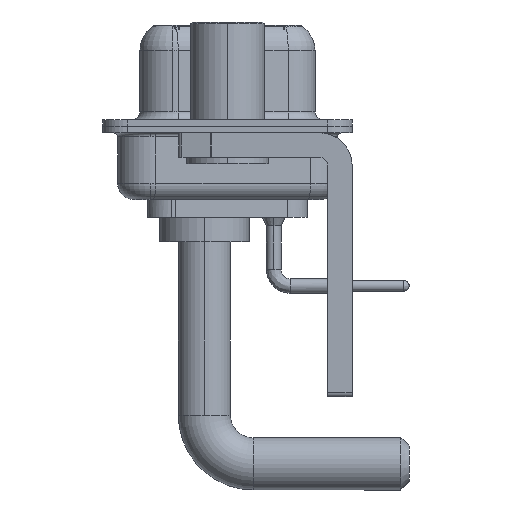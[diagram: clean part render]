
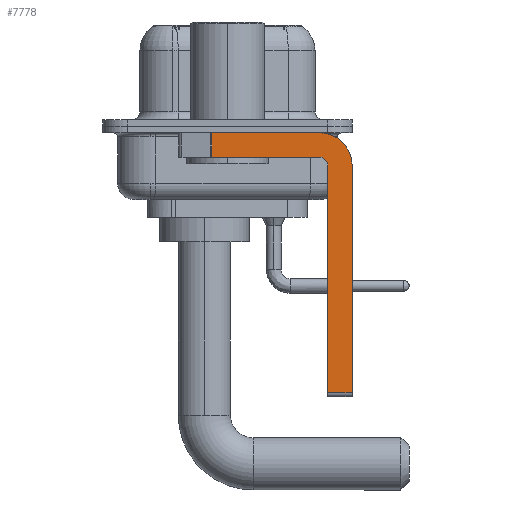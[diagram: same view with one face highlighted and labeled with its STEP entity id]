
A CAD part, left-side view. The second image highlights one B-rep face of the part: STEP entity #7778.
In plain terms, the highlighted planar face has unit normal (-1, 0, 0).
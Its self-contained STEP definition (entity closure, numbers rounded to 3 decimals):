
#94 = DIRECTION ( 'NONE',  ( 1., 0., 0. ) ) ;
#272 = DIRECTION ( 'NONE',  ( 0., 0., -1. ) ) ;
#739 = VERTEX_POINT ( 'NONE', #13727 ) ;
#860 = ORIENTED_EDGE ( 'NONE', *, *, #6869, .F. ) ;
#979 = ORIENTED_EDGE ( 'NONE', *, *, #6577, .T. ) ;
#1100 = DIRECTION ( 'NONE',  ( 0., 0., 1. ) ) ;
#1391 = CARTESIAN_POINT ( 'NONE',  ( -2.9, -6.15, -2.4 ) ) ;
#2203 = VERTEX_POINT ( 'NONE', #21602 ) ;
#2540 = AXIS2_PLACEMENT_3D ( 'NONE', #16925, #94, #7770 ) ;
#2738 = DIRECTION ( 'NONE',  ( 0., 1., 0. ) ) ;
#3166 = DIRECTION ( 'NONE',  ( 0., 0., -1. ) ) ;
#3246 = CARTESIAN_POINT ( 'NONE',  ( -2.9, -5.65, -16.35 ) ) ;
#4092 = AXIS2_PLACEMENT_3D ( 'NONE', #12995, #7463, #272 ) ;
#4144 = VERTEX_POINT ( 'NONE', #14013 ) ;
#4544 = CARTESIAN_POINT ( 'NONE',  ( -2.9, -5.65, -1.9 ) ) ;
#4554 = VECTOR ( 'NONE', #3166, 1000. ) ;
#4715 = LINE ( 'NONE', #11801, #17860 ) ;
#5038 = AXIS2_PLACEMENT_3D ( 'NONE', #8415, #17328, #1100 ) ;
#5058 = LINE ( 'NONE', #3246, #10677 ) ;
#6200 = DIRECTION ( 'NONE',  ( 0., 0., -1. ) ) ;
#6577 = EDGE_CURVE ( 'NONE', #14639, #739, #14445, .T. ) ;
#6610 = ORIENTED_EDGE ( 'NONE', *, *, #20840, .F. ) ;
#6742 = VERTEX_POINT ( 'NONE', #22354 ) ;
#6752 = DIRECTION ( 'NONE',  ( 0., 0., 1. ) ) ;
#6869 = EDGE_CURVE ( 'NONE', #19526, #22463, #11922, .T. ) ;
#7273 = ORIENTED_EDGE ( 'NONE', *, *, #14007, .F. ) ;
#7296 = PLANE ( 'NONE',  #2540 ) ;
#7463 = DIRECTION ( 'NONE',  ( 1., 0., 0. ) ) ;
#7770 = DIRECTION ( 'NONE',  ( 0., 0., -1. ) ) ;
#7778 = ADVANCED_FACE ( 'NONE', ( #9099 ), #7296, .F. ) ;
#8312 = CARTESIAN_POINT ( 'NONE',  ( -2.9, -7.65, -2.4 ) ) ;
#8415 = CARTESIAN_POINT ( 'NONE',  ( -2.9, -5.65, -2.4 ) ) ;
#9099 = FACE_OUTER_BOUND ( 'NONE', #16543, .T. ) ;
#9202 = EDGE_CURVE ( 'NONE', #22463, #739, #17282, .T. ) ;
#10677 = VECTOR ( 'NONE', #17922, 1000. ) ;
#11799 = EDGE_CURVE ( 'NONE', #6742, #19526, #4715, .T. ) ;
#11801 = CARTESIAN_POINT ( 'NONE',  ( -2.9, -6.15, -16.6 ) ) ;
#11922 = CIRCLE ( 'NONE', #5038, 0.5 ) ;
#12995 = CARTESIAN_POINT ( 'NONE',  ( -2.9, -5.65, -2.4 ) ) ;
#13085 = CARTESIAN_POINT ( 'NONE',  ( -2.9, -7.65, -2.4 ) ) ;
#13222 = EDGE_CURVE ( 'NONE', #2203, #22259, #22104, .T. ) ;
#13727 = CARTESIAN_POINT ( 'NONE',  ( -2.9, 0.978, -1.9 ) ) ;
#14007 = EDGE_CURVE ( 'NONE', #22259, #4144, #15326, .T. ) ;
#14013 = CARTESIAN_POINT ( 'NONE',  ( -2.9, -7.65, -16.35 ) ) ;
#14324 = CARTESIAN_POINT ( 'NONE',  ( -2.9, 0.978, -0.4 ) ) ;
#14445 = LINE ( 'NONE', #16500, #4554 ) ;
#14639 = VERTEX_POINT ( 'NONE', #14324 ) ;
#14938 = DIRECTION ( 'NONE',  ( 0., -1., 0. ) ) ;
#14985 = EDGE_CURVE ( 'NONE', #6742, #4144, #5058, .T. ) ;
#15326 = LINE ( 'NONE', #13085, #18716 ) ;
#15889 = VECTOR ( 'NONE', #14938, 1000. ) ;
#16500 = CARTESIAN_POINT ( 'NONE',  ( -2.9, 0.978, -1.9 ) ) ;
#16543 = EDGE_LOOP ( 'NONE', ( #6610, #979, #18214, #860, #19821, #16900, #7273, #20897 ) ) ;
#16900 = ORIENTED_EDGE ( 'NONE', *, *, #14985, .T. ) ;
#16925 = CARTESIAN_POINT ( 'NONE',  ( -2.9, -5.65, -2.4 ) ) ;
#17119 = LINE ( 'NONE', #22151, #15889 ) ;
#17282 = LINE ( 'NONE', #19313, #19825 ) ;
#17328 = DIRECTION ( 'NONE',  ( -1., 0., 0. ) ) ;
#17860 = VECTOR ( 'NONE', #6752, 1000. ) ;
#17922 = DIRECTION ( 'NONE',  ( 0., -1., 0. ) ) ;
#18214 = ORIENTED_EDGE ( 'NONE', *, *, #9202, .F. ) ;
#18716 = VECTOR ( 'NONE', #6200, 1000. ) ;
#19313 = CARTESIAN_POINT ( 'NONE',  ( -2.9, -5.65, -1.9 ) ) ;
#19526 = VERTEX_POINT ( 'NONE', #1391 ) ;
#19821 = ORIENTED_EDGE ( 'NONE', *, *, #11799, .F. ) ;
#19825 = VECTOR ( 'NONE', #2738, 1000. ) ;
#20840 = EDGE_CURVE ( 'NONE', #14639, #2203, #17119, .T. ) ;
#20897 = ORIENTED_EDGE ( 'NONE', *, *, #13222, .F. ) ;
#21602 = CARTESIAN_POINT ( 'NONE',  ( -2.9, -5.65, -0.4 ) ) ;
#22104 = CIRCLE ( 'NONE', #4092, 2. ) ;
#22151 = CARTESIAN_POINT ( 'NONE',  ( -2.9, 3., -0.4 ) ) ;
#22259 = VERTEX_POINT ( 'NONE', #8312 ) ;
#22354 = CARTESIAN_POINT ( 'NONE',  ( -2.9, -6.15, -16.35 ) ) ;
#22463 = VERTEX_POINT ( 'NONE', #4544 ) ;
